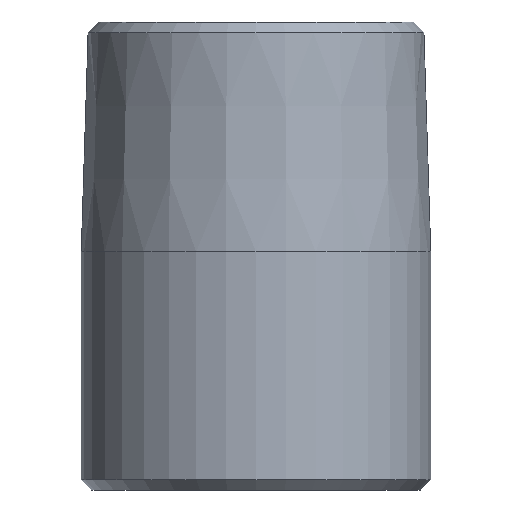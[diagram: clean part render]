
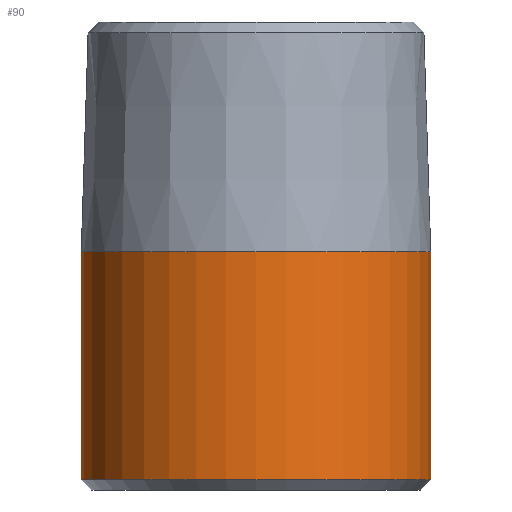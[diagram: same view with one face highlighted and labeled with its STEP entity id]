
A CAD part, front view. The second image highlights one B-rep face of the part: STEP entity #90.
In plain terms, the highlighted cylindrical face has radius 10.668 mm (diameter 21.336 mm), a partial arc.
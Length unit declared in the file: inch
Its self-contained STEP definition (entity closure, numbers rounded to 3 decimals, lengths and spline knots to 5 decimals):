
#12 = ORIENTED_EDGE ( 'NONE', *, *, #24, .F. ) ;
#19 = VERTEX_POINT ( 'NONE', #33 ) ;
#24 = EDGE_CURVE ( 'NONE', #318, #19, #30, .T. ) ;
#28 = CARTESIAN_POINT ( 'NONE',  ( -0.42, 0., 0.5725 ) ) ;
#30 = LINE ( 'NONE', #179, #402 ) ;
#33 = CARTESIAN_POINT ( 'NONE',  ( 0.42, 0., 0.025 ) ) ;
#37 = VERTEX_POINT ( 'NONE', #64 ) ;
#39 = ORIENTED_EDGE ( 'NONE', *, *, #309, .T. ) ;
#50 = CIRCLE ( 'NONE', #205, 0.42 ) ;
#60 = CARTESIAN_POINT ( 'NONE',  ( 0., 0., 0.025 ) ) ;
#64 = CARTESIAN_POINT ( 'NONE',  ( -0.42, 0., 0.025 ) ) ;
#69 = DIRECTION ( 'NONE',  ( -1., 0., 0. ) ) ;
#81 = VERTEX_POINT ( 'NONE', #28 ) ;
#90 = ADVANCED_FACE ( 'NONE', ( #490 ), #182, .T. ) ;
#96 = LINE ( 'NONE', #446, #421 ) ;
#146 = DIRECTION ( 'NONE',  ( -1., 0., 0. ) ) ;
#175 = CARTESIAN_POINT ( 'NONE',  ( 0., 0., 0.5725 ) ) ;
#179 = CARTESIAN_POINT ( 'NONE',  ( 0.42, 0., 1.125 ) ) ;
#182 = CYLINDRICAL_SURFACE ( 'NONE', #438, 0.42 ) ;
#205 = AXIS2_PLACEMENT_3D ( 'NONE', #60, #284, #319 ) ;
#210 = ORIENTED_EDGE ( 'NONE', *, *, #343, .T. ) ;
#228 = DIRECTION ( 'NONE',  ( 0., 0., -1. ) ) ;
#253 = CARTESIAN_POINT ( 'NONE',  ( 0.42, 0., 0.5725 ) ) ;
#254 = AXIS2_PLACEMENT_3D ( 'NONE', #175, #325, #69 ) ;
#260 = DIRECTION ( 'NONE',  ( 0., 0., -1. ) ) ;
#284 = DIRECTION ( 'NONE',  ( 0., 0., 1. ) ) ;
#305 = CIRCLE ( 'NONE', #254, 0.42 ) ;
#308 = ORIENTED_EDGE ( 'NONE', *, *, #454, .T. ) ;
#309 = EDGE_CURVE ( 'NONE', #81, #37, #96, .T. ) ;
#318 = VERTEX_POINT ( 'NONE', #253 ) ;
#319 = DIRECTION ( 'NONE',  ( 1., 0., 0. ) ) ;
#325 = DIRECTION ( 'NONE',  ( 0., 0., -1. ) ) ;
#343 = EDGE_CURVE ( 'NONE', #37, #19, #50, .T. ) ;
#359 = EDGE_LOOP ( 'NONE', ( #12, #308, #39, #210 ) ) ;
#402 = VECTOR ( 'NONE', #228, 39.37008 ) ;
#421 = VECTOR ( 'NONE', #491, 39.37008 ) ;
#438 = AXIS2_PLACEMENT_3D ( 'NONE', #453, #260, #146 ) ;
#446 = CARTESIAN_POINT ( 'NONE',  ( -0.42, 0., 1.125 ) ) ;
#453 = CARTESIAN_POINT ( 'NONE',  ( 0., 0., 1.125 ) ) ;
#454 = EDGE_CURVE ( 'NONE', #318, #81, #305, .T. ) ;
#490 = FACE_OUTER_BOUND ( 'NONE', #359, .T. ) ;
#491 = DIRECTION ( 'NONE',  ( 0., 0., -1. ) ) ;
